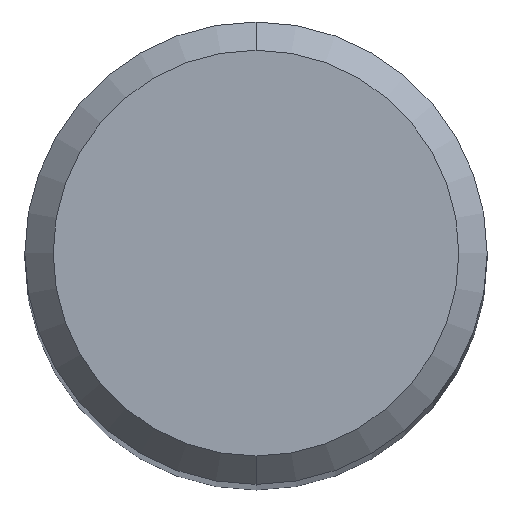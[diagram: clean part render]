
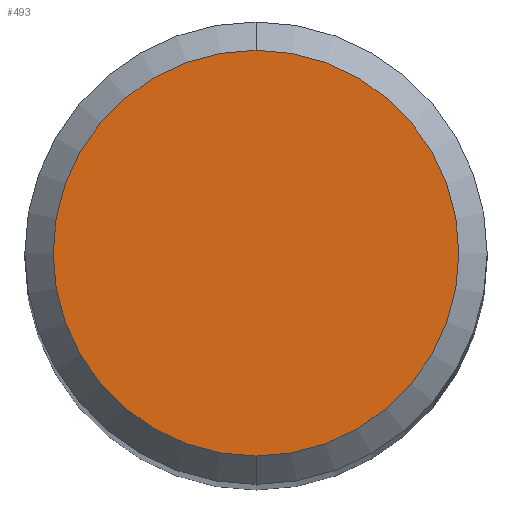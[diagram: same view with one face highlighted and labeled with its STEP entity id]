
A CAD part, top view. The second image highlights one B-rep face of the part: STEP entity #493.
In plain terms, the highlighted planar face has unit normal (0, 0, 1).
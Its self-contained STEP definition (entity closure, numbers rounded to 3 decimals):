
#393=EDGE_CURVE('',#467,#523,#796,.T.);
#467=VERTEX_POINT('',#878);
#493=ADVANCED_FACE('',(#907),#908,.T.);
#523=VERTEX_POINT('',#944);
#575=EDGE_CURVE('',#523,#467,#1002,.T.);
#796=CIRCLE('',#1412,2.842);
#878=CARTESIAN_POINT('',(0.,-2.842,0.0));
#907=FACE_OUTER_BOUND('',#1601,.T.);
#908=PLANE('',#1602);
#944=CARTESIAN_POINT('',(0.0,2.842,0.0));
#1002=CIRCLE('',#1755,2.842);
#1412=AXIS2_PLACEMENT_3D('',#1966,#1967,#1968);
#1601=EDGE_LOOP('',(#2112,#2113));
#1602=AXIS2_PLACEMENT_3D('',#2114,#2115,#2116);
#1755=AXIS2_PLACEMENT_3D('',#2240,#2241,#2242);
#1966=CARTESIAN_POINT('',(0.0,0.0,0.0));
#1967=DIRECTION('',(0.0,0.0,-1.0));
#1968=DIRECTION('',(0.0,1.0,0.0));
#2112=ORIENTED_EDGE('',*,*,#575,.F.);
#2113=ORIENTED_EDGE('',*,*,#393,.F.);
#2114=CARTESIAN_POINT('',(0.0,1.421,0.0));
#2115=DIRECTION('',(-0.0,0.0,1.0));
#2116=DIRECTION('',(0.0,-1.0,0.0));
#2240=CARTESIAN_POINT('',(0.0,0.0,0.0));
#2241=DIRECTION('',(0.0,0.0,-1.0));
#2242=DIRECTION('',(0.0,1.0,0.0));
